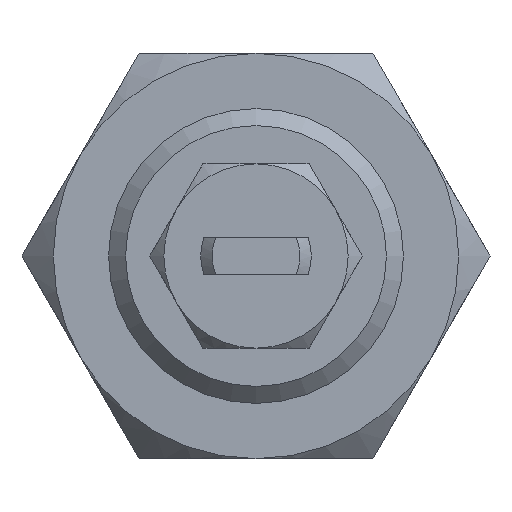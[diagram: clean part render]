
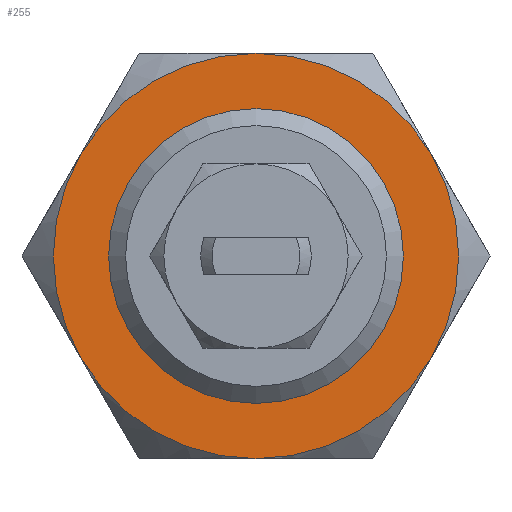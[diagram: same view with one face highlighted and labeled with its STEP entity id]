
A CAD part, left-side view. The second image highlights one B-rep face of the part: STEP entity #255.
In plain terms, the highlighted planar face has unit normal (-1, 0, 0).
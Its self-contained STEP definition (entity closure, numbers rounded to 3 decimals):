
#255 = ADVANCED_FACE( '', ( #576, #577 ), #578, .F. );
#576 = FACE_OUTER_BOUND( '', #985, .T. );
#577 = FACE_BOUND( '', #986, .T. );
#578 = PLANE( '', #987 );
#985 = EDGE_LOOP( '', ( #1513, #1514, #1515, #1516, #1517, #1518 ) );
#986 = EDGE_LOOP( '', ( #1519 ) );
#987 = AXIS2_PLACEMENT_3D( '', #1520, #1521, #1522 );
#1513 = ORIENTED_EDGE( '', *, *, #2202, .F. );
#1514 = ORIENTED_EDGE( '', *, *, #2239, .F. );
#1515 = ORIENTED_EDGE( '', *, *, #2240, .F. );
#1516 = ORIENTED_EDGE( '', *, *, #2241, .F. );
#1517 = ORIENTED_EDGE( '', *, *, #2177, .F. );
#1518 = ORIENTED_EDGE( '', *, *, #2242, .F. );
#1519 = ORIENTED_EDGE( '', *, *, #2117, .T. );
#1520 = CARTESIAN_POINT( '', ( -9., 0., 0. ) );
#1521 = DIRECTION( '', ( 1., 0., 0. ) );
#1522 = DIRECTION( '', ( 0., 0., -1. ) );
#2117 = EDGE_CURVE( '', #2441, #2441, #2442, .T. );
#2177 = EDGE_CURVE( '', #2539, #2542, #2543, .T. );
#2202 = EDGE_CURVE( '', #2581, #2579, #2583, .T. );
#2239 = EDGE_CURVE( '', #2641, #2581, #2642, .T. );
#2240 = EDGE_CURVE( '', #2643, #2641, #2644, .T. );
#2241 = EDGE_CURVE( '', #2542, #2643, #2645, .T. );
#2242 = EDGE_CURVE( '', #2579, #2539, #2646, .T. );
#2441 = VERTEX_POINT( '', #3009 );
#2442 = CIRCLE( '', #3010, 8. );
#2539 = VERTEX_POINT( '', #3209 );
#2542 = VERTEX_POINT( '', #3223 );
#2543 = CIRCLE( '', #3224, 11. );
#2579 = VERTEX_POINT( '', #3338 );
#2581 = VERTEX_POINT( '', #3347 );
#2583 = CIRCLE( '', #3354, 11. );
#2641 = VERTEX_POINT( '', #3488 );
#2642 = CIRCLE( '', #3489, 11. );
#2643 = VERTEX_POINT( '', #3490 );
#2644 = CIRCLE( '', #3491, 11. );
#2645 = CIRCLE( '', #3492, 11. );
#2646 = CIRCLE( '', #3493, 11. );
#3009 = CARTESIAN_POINT( '', ( -9., 0., -8. ) );
#3010 = AXIS2_PLACEMENT_3D( '', #4063, #4064, #4065 );
#3209 = CARTESIAN_POINT( '', ( -9., 0., 11. ) );
#3223 = CARTESIAN_POINT( '', ( -9., -9.526, 5.5 ) );
#3224 = AXIS2_PLACEMENT_3D( '', #4136, #4137, #4138 );
#3338 = CARTESIAN_POINT( '', ( -9., 9.526, 5.5 ) );
#3347 = CARTESIAN_POINT( '', ( -9., 9.526, -5.5 ) );
#3354 = AXIS2_PLACEMENT_3D( '', #4161, #4162, #4163 );
#3488 = CARTESIAN_POINT( '', ( -9., 0., -11. ) );
#3489 = AXIS2_PLACEMENT_3D( '', #4208, #4209, #4210 );
#3490 = CARTESIAN_POINT( '', ( -9., -9.526, -5.5 ) );
#3491 = AXIS2_PLACEMENT_3D( '', #4211, #4212, #4213 );
#3492 = AXIS2_PLACEMENT_3D( '', #4214, #4215, #4216 );
#3493 = AXIS2_PLACEMENT_3D( '', #4217, #4218, #4219 );
#4063 = CARTESIAN_POINT( '', ( -9., 0., 0. ) );
#4064 = DIRECTION( '', ( 1., 0., 0. ) );
#4065 = DIRECTION( '', ( 0., 0., -1. ) );
#4136 = CARTESIAN_POINT( '', ( -9., 0., 0. ) );
#4137 = DIRECTION( '', ( 1., 0., 0. ) );
#4138 = DIRECTION( '', ( 0., 0., -1. ) );
#4161 = CARTESIAN_POINT( '', ( -9., 0., 0. ) );
#4162 = DIRECTION( '', ( 1., 0., 0. ) );
#4163 = DIRECTION( '', ( 0., 0., -1. ) );
#4208 = CARTESIAN_POINT( '', ( -9., 0., 0. ) );
#4209 = DIRECTION( '', ( 1., 0., 0. ) );
#4210 = DIRECTION( '', ( 0., 0., -1. ) );
#4211 = CARTESIAN_POINT( '', ( -9., 0., 0. ) );
#4212 = DIRECTION( '', ( 1., 0., 0. ) );
#4213 = DIRECTION( '', ( 0., 0., -1. ) );
#4214 = CARTESIAN_POINT( '', ( -9., 0., 0. ) );
#4215 = DIRECTION( '', ( 1., 0., 0. ) );
#4216 = DIRECTION( '', ( 0., 0., -1. ) );
#4217 = CARTESIAN_POINT( '', ( -9., 0., 0. ) );
#4218 = DIRECTION( '', ( 1., 0., 0. ) );
#4219 = DIRECTION( '', ( 0., 0., -1. ) );
